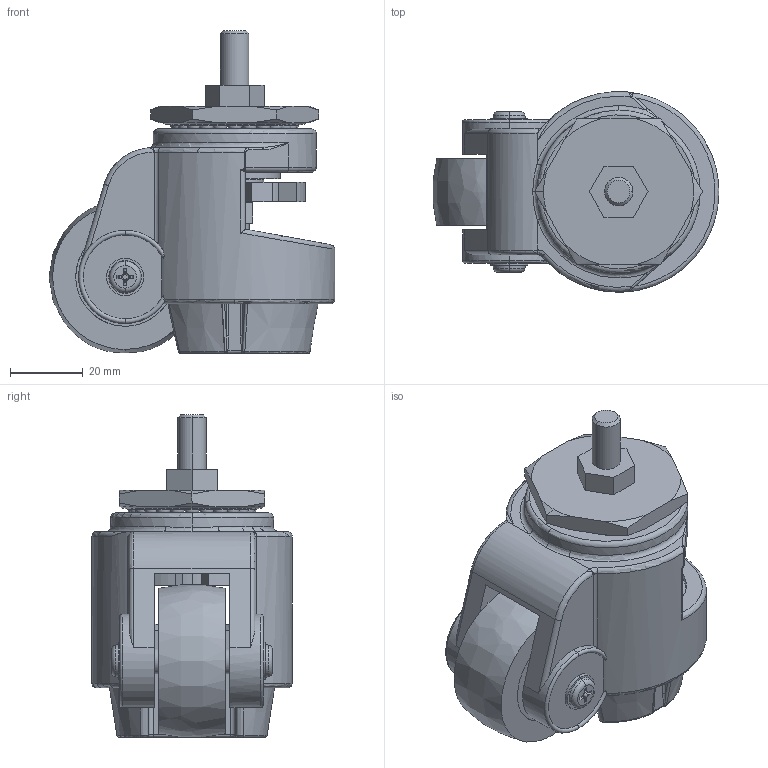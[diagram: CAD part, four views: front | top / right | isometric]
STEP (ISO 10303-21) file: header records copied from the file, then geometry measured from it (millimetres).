
FILE_DESCRIPTION (( 'STEP AP203' ), '1' );
FILE_NAME ('DX-40S.STEP', '2021-12-19T05:32:06', ( 'PC' ), ( 'Microsoft' ), 'SwSTEP 2.0', 'SolidWorks 2016', '' );
FILE_SCHEMA (( 'CONFIG_CONTROL_DESIGN' ));
Length unit declared in the file: millimetre
Products named in the file (1): DX-40S
Bounding box: 78.48 x 55.04 x 88.66 mm (x, y, z)
Volume: 125994.7 mm3; surface area: 36292.7 mm2
Topology: 2 solids, 2 shells, 494 faces, 1500 edges, 1002 vertices
Faces by surface type: plane 176, cylinder 159, sphere 54, torus 39, bspline 35, cone 31
Entity records: 30085 total; most frequent: CARTESIAN_POINT 17928, ORIENTED_EDGE 2862, DIRECTION 1971, EDGE_CURVE 1431, VERTEX_POINT 981, AXIS2_PLACEMENT_3D 700, B_SPLINE_CURVE_WITH_KNOTS 602, EDGE_LOOP 596
